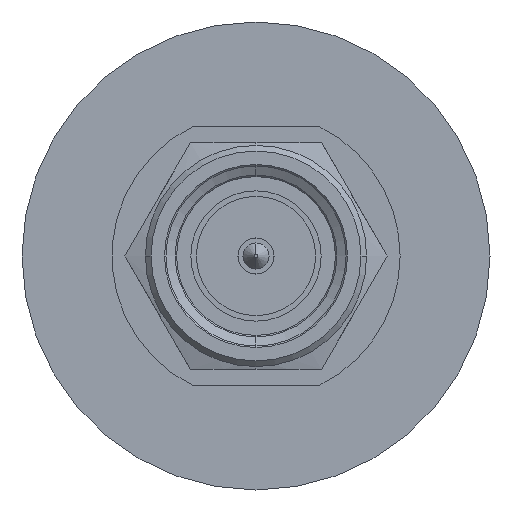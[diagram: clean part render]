
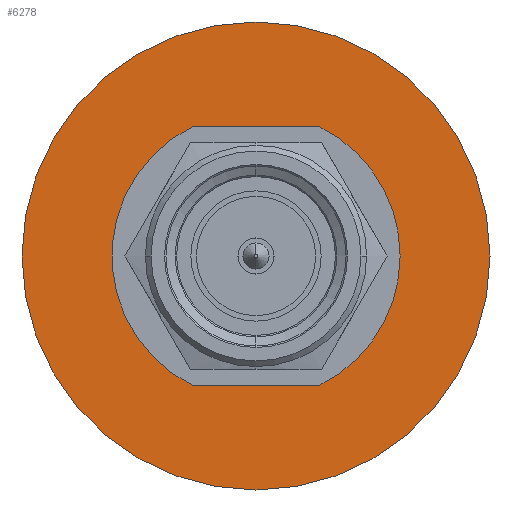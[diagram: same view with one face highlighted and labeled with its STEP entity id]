
A CAD part, left-side view. The second image highlights one B-rep face of the part: STEP entity #6278.
In plain terms, the highlighted planar face has unit normal (-1, 0, 0).
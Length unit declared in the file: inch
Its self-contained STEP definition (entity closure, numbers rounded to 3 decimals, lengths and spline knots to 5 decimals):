
#365 = VECTOR ( 'NONE', #7090, 39.37008 ) ;
#418 = LINE ( 'NONE', #1767, #365 ) ;
#587 = ORIENTED_EDGE ( 'NONE', *, *, #3665, .F. ) ;
#682 = PLANE ( 'NONE',  #5719 ) ;
#730 = CARTESIAN_POINT ( 'NONE',  ( -0.90354, 0.70561, 0. ) ) ;
#788 = DIRECTION ( 'NONE',  ( 0., -1., 0. ) ) ;
#932 = CIRCLE ( 'NONE', #1775, 0.3248 ) ;
#1032 = DIRECTION ( 'NONE',  ( 0., -1., 0. ) ) ;
#1040 = ORIENTED_EDGE ( 'NONE', *, *, #4755, .F. ) ;
#1131 = EDGE_CURVE ( 'NONE', #7648, #8359, #2912, .T. ) ;
#1228 = EDGE_LOOP ( 'NONE', ( #7912, #1718 ) ) ;
#1251 = FACE_OUTER_BOUND ( 'NONE', #1228, .T. ) ;
#1414 = ORIENTED_EDGE ( 'NONE', *, *, #5950, .T. ) ;
#1527 = AXIS2_PLACEMENT_3D ( 'NONE', #6684, #2046, #2814 ) ;
#1718 = ORIENTED_EDGE ( 'NONE', *, *, #1131, .T. ) ;
#1733 = CARTESIAN_POINT ( 'NONE',  ( -0.90354, 0.18081, 0. ) ) ;
#1767 = CARTESIAN_POINT ( 'NONE',  ( -0.90354, 0.49549, 0.18 ) ) ;
#1775 = AXIS2_PLACEMENT_3D ( 'NONE', #8203, #2905, #5732 ) ;
#1793 = CIRCLE ( 'NONE', #6784, 0.2 ) ;
#1867 = CARTESIAN_POINT ( 'NONE',  ( -0.90354, 0.29363, -0.18 ) ) ;
#2019 = EDGE_CURVE ( 'NONE', #3959, #7992, #7013, .T. ) ;
#2046 = DIRECTION ( 'NONE',  ( -1., 0., 0. ) ) ;
#2740 = EDGE_LOOP ( 'NONE', ( #5088, #8262, #1040, #587, #1414 ) ) ;
#2767 = FACE_BOUND ( 'NONE', #2740, .T. ) ;
#2775 = CARTESIAN_POINT ( 'NONE',  ( -0.90354, 0.38081, 0. ) ) ;
#2814 = DIRECTION ( 'NONE',  ( 0., -1., 0. ) ) ;
#2903 = DIRECTION ( 'NONE',  ( 0., -1., 0. ) ) ;
#2905 = DIRECTION ( 'NONE',  ( -1., 0., 0. ) ) ;
#2912 = CIRCLE ( 'NONE', #1527, 0.3248 ) ;
#3041 = EDGE_CURVE ( 'NONE', #3959, #3889, #418, .T. ) ;
#3158 = CARTESIAN_POINT ( 'NONE',  ( -0.90354, 0.46799, -0.18 ) ) ;
#3304 = DIRECTION ( 'NONE',  ( 0., 1., 0. ) ) ;
#3326 = CARTESIAN_POINT ( 'NONE',  ( -0.90354, 0.29363, 0.18 ) ) ;
#3664 = EDGE_CURVE ( 'NONE', #8359, #7648, #932, .T. ) ;
#3665 = EDGE_CURVE ( 'NONE', #8009, #4889, #5234, .T. ) ;
#3889 = VERTEX_POINT ( 'NONE', #3326 ) ;
#3957 = LINE ( 'NONE', #6610, #6197 ) ;
#3959 = VERTEX_POINT ( 'NONE', #7403 ) ;
#4755 = EDGE_CURVE ( 'NONE', #4889, #3889, #1793, .T. ) ;
#4823 = AXIS2_PLACEMENT_3D ( 'NONE', #5567, #6974, #1032 ) ;
#4889 = VERTEX_POINT ( 'NONE', #1733 ) ;
#5088 = ORIENTED_EDGE ( 'NONE', *, *, #2019, .F. ) ;
#5234 = CIRCLE ( 'NONE', #4823, 0.2 ) ;
#5448 = CARTESIAN_POINT ( 'NONE',  ( -0.90354, 0.38081, 0. ) ) ;
#5567 = CARTESIAN_POINT ( 'NONE',  ( -0.90354, 0.38081, 0. ) ) ;
#5719 = AXIS2_PLACEMENT_3D ( 'NONE', #730, #6632, #6548 ) ;
#5725 = CARTESIAN_POINT ( 'NONE',  ( -0.90354, 0.05601, 0. ) ) ;
#5732 = DIRECTION ( 'NONE',  ( 0., -1., 0. ) ) ;
#5950 = EDGE_CURVE ( 'NONE', #8009, #7992, #3957, .T. ) ;
#6051 = DIRECTION ( 'NONE',  ( -1., 0., 0. ) ) ;
#6197 = VECTOR ( 'NONE', #3304, 39.37008 ) ;
#6212 = DIRECTION ( 'NONE',  ( -1., 0., 0. ) ) ;
#6278 = ADVANCED_FACE ( 'NONE', ( #2767, #1251 ), #682, .F. ) ;
#6548 = DIRECTION ( 'NONE',  ( 0., 1., 0. ) ) ;
#6610 = CARTESIAN_POINT ( 'NONE',  ( -0.90354, 0.49549, -0.18 ) ) ;
#6632 = DIRECTION ( 'NONE',  ( 1., 0., 0. ) ) ;
#6684 = CARTESIAN_POINT ( 'NONE',  ( -0.90354, 0.38081, 0. ) ) ;
#6784 = AXIS2_PLACEMENT_3D ( 'NONE', #2775, #6212, #2903 ) ;
#6974 = DIRECTION ( 'NONE',  ( -1., 0., 0. ) ) ;
#7013 = CIRCLE ( 'NONE', #7434, 0.2 ) ;
#7090 = DIRECTION ( 'NONE',  ( 0., -1., 0. ) ) ;
#7403 = CARTESIAN_POINT ( 'NONE',  ( -0.90354, 0.46799, 0.18 ) ) ;
#7418 = CARTESIAN_POINT ( 'NONE',  ( -0.90354, 0.70561, 0. ) ) ;
#7434 = AXIS2_PLACEMENT_3D ( 'NONE', #5448, #6051, #788 ) ;
#7648 = VERTEX_POINT ( 'NONE', #7418 ) ;
#7912 = ORIENTED_EDGE ( 'NONE', *, *, #3664, .T. ) ;
#7992 = VERTEX_POINT ( 'NONE', #3158 ) ;
#8009 = VERTEX_POINT ( 'NONE', #1867 ) ;
#8203 = CARTESIAN_POINT ( 'NONE',  ( -0.90354, 0.38081, 0. ) ) ;
#8262 = ORIENTED_EDGE ( 'NONE', *, *, #3041, .T. ) ;
#8359 = VERTEX_POINT ( 'NONE', #5725 ) ;
